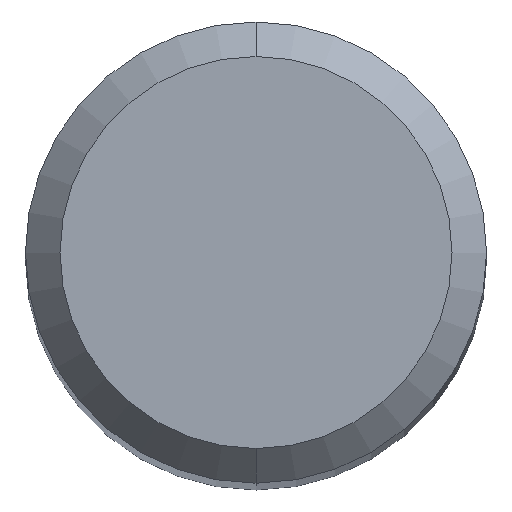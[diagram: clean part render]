
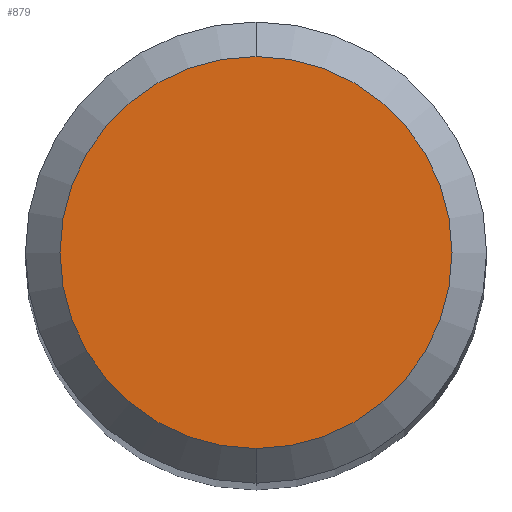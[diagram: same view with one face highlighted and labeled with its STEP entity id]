
A CAD part, top view. The second image highlights one B-rep face of the part: STEP entity #879.
In plain terms, the highlighted planar face has unit normal (0, 0, 1).
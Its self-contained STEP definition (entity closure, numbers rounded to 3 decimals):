
#773=EDGE_CURVE('',#793,#953,#1477,.T.);
#793=VERTEX_POINT('',#1497);
#879=ADVANCED_FACE('',(#1592),#1593,.T.);
#903=EDGE_CURVE('',#953,#793,#1618,.T.);
#953=VERTEX_POINT('',#1671);
#1477=CIRCLE('',#3341,1.7);
#1497=CARTESIAN_POINT('',(0.0,1.7,0.0));
#1592=FACE_OUTER_BOUND('',#3900,.T.);
#1593=PLANE('',#3901);
#1618=CIRCLE('',#4009,1.7);
#1671=CARTESIAN_POINT('',(0.,-1.7,0.0));
#3341=AXIS2_PLACEMENT_3D('',#4929,#4930,#4931);
#3900=EDGE_LOOP('',(#5056,#5057));
#3901=AXIS2_PLACEMENT_3D('',#5058,#5059,#5060);
#4009=AXIS2_PLACEMENT_3D('',#5075,#5076,#5077);
#4929=CARTESIAN_POINT('',(0.0,0.0,0.0));
#4930=DIRECTION('',(0.0,0.0,-1.0));
#4931=DIRECTION('',(0.0,1.0,0.0));
#5056=ORIENTED_EDGE('',*,*,#773,.F.);
#5057=ORIENTED_EDGE('',*,*,#903,.F.);
#5058=CARTESIAN_POINT('',(0.0,0.85,0.0));
#5059=DIRECTION('',(-0.0,0.0,1.0));
#5060=DIRECTION('',(0.0,-1.0,0.0));
#5075=CARTESIAN_POINT('',(0.0,0.0,0.0));
#5076=DIRECTION('',(0.0,0.0,-1.0));
#5077=DIRECTION('',(0.0,1.0,0.0));
